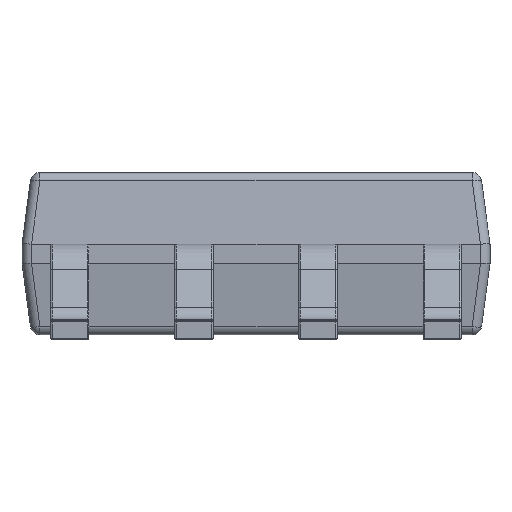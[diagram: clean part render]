
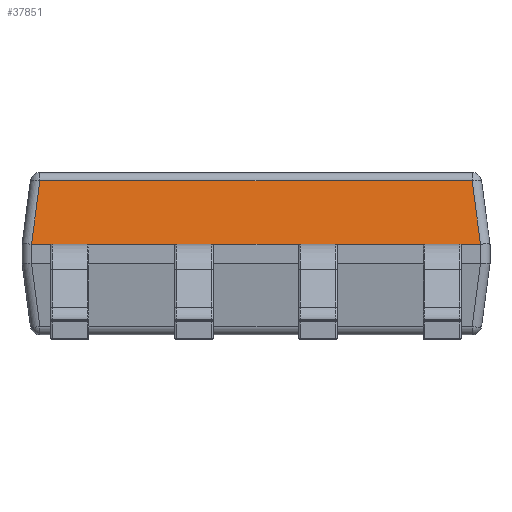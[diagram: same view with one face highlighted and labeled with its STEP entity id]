
A CAD part, left-side view. The second image highlights one B-rep face of the part: STEP entity #37851.
In plain terms, the highlighted planar face has unit normal (-0.991, 0, 0.132).
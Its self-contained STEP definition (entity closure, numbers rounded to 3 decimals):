
#16 = LINE ( 'NONE', #21357, #5864 ) ;
#595 = DIRECTION ( 'NONE',  ( 0., 1., 0. ) ) ;
#2394 = CARTESIAN_POINT ( 'NONE',  ( -1.95, -2.351, 1.05 ) ) ;
#2421 = AXIS2_PLACEMENT_3D ( 'NONE', #29001, #19936, #31523 ) ;
#2790 = CARTESIAN_POINT ( 'NONE',  ( -1.95, 2.351, 1.05 ) ) ;
#3127 = ORIENTED_EDGE ( 'NONE', *, *, #34854, .F. ) ;
#4141 = ORIENTED_EDGE ( 'NONE', *, *, #7807, .T. ) ;
#4369 = LINE ( 'NONE', #38116, #30145 ) ;
#5864 = VECTOR ( 'NONE', #595, 1000. ) ;
#6903 = CARTESIAN_POINT ( 'NONE',  ( -1.95, -2.351, 1.05 ) ) ;
#7807 = EDGE_CURVE ( 'NONE', #28063, #37815, #27658, .T. ) ;
#7997 = DIRECTION ( 'NONE',  ( 0.131, 0.131, 0.983 ) ) ;
#8043 = PLANE ( 'NONE',  #2421 ) ;
#8114 = ORIENTED_EDGE ( 'NONE', *, *, #10302, .T. ) ;
#8165 = DIRECTION ( 'NONE',  ( -0.131, 0.131, -0.983 ) ) ;
#8383 = LINE ( 'NONE', #14089, #34994 ) ;
#8441 = ORIENTED_EDGE ( 'NONE', *, *, #11462, .T. ) ;
#8563 = CARTESIAN_POINT ( 'NONE',  ( -1.95, 2.35, 1.05 ) ) ;
#8729 = CARTESIAN_POINT ( 'NONE',  ( -1.811, 2.212, 2.09 ) ) ;
#9944 = ORIENTED_EDGE ( 'NONE', *, *, #14189, .T. ) ;
#10302 = EDGE_CURVE ( 'NONE', #33362, #32795, #4369, .T. ) ;
#10785 = FACE_OUTER_BOUND ( 'NONE', #18025, .T. ) ;
#11462 = EDGE_CURVE ( 'NONE', #14754, #34729, #11807, .T. ) ;
#11807 =( BOUNDED_CURVE ( )  B_SPLINE_CURVE ( 3, ( #29534, #2790, #23172, #8563 ),
 .UNSPECIFIED., .F., .T. ) 
 B_SPLINE_CURVE_WITH_KNOTS ( ( 4, 4 ),
 ( 6.274, 6.283 ),
 .UNSPECIFIED. ) 
 CURVE ( )  GEOMETRIC_REPRESENTATION_ITEM ( )  RATIONAL_B_SPLINE_CURVE ( ( 1., 1., 1., 1. ) ) 
 REPRESENTATION_ITEM ( '' )  );
#14089 = CARTESIAN_POINT ( 'NONE',  ( -1.811, -2.212, 2.09 ) ) ;
#14189 = EDGE_CURVE ( 'NONE', #32795, #14754, #31642, .T. ) ;
#14754 = VERTEX_POINT ( 'NONE', #37428 ) ;
#14855 = CARTESIAN_POINT ( 'NONE',  ( -1.862, 2.262, 1.713 ) ) ;
#17248 = ORIENTED_EDGE ( 'NONE', *, *, #34412, .T. ) ;
#18025 = EDGE_LOOP ( 'NONE', ( #9944, #8441, #3127, #4141, #17248, #8114 ) ) ;
#19865 = CARTESIAN_POINT ( 'NONE',  ( -1.95, -2.351, 1.05 ) ) ;
#19936 = DIRECTION ( 'NONE',  ( -0.991, 0., 0.132 ) ) ;
#21357 = CARTESIAN_POINT ( 'NONE',  ( -1.95, 2.45, 1.05 ) ) ;
#22783 = CARTESIAN_POINT ( 'NONE',  ( -1.95, -2.35, 1.05 ) ) ;
#23172 = CARTESIAN_POINT ( 'NONE',  ( -1.95, 2.35, 1.05 ) ) ;
#24655 = VECTOR ( 'NONE', #8165, 1000. ) ;
#24962 = CARTESIAN_POINT ( 'NONE',  ( -1.95, -2.35, 1.05 ) ) ;
#25472 = CARTESIAN_POINT ( 'NONE',  ( -1.95, 2.35, 1.05 ) ) ;
#27658 =( BOUNDED_CURVE ( )  B_SPLINE_CURVE ( 3, ( #28758, #22783, #19865, #2394 ),
 .UNSPECIFIED., .F., .F. ) 
 B_SPLINE_CURVE_WITH_KNOTS ( ( 4, 4 ),
 ( 0., 0.009 ),
 .UNSPECIFIED. ) 
 CURVE ( )  GEOMETRIC_REPRESENTATION_ITEM ( )  RATIONAL_B_SPLINE_CURVE ( ( 1., 1., 1., 1. ) ) 
 REPRESENTATION_ITEM ( '' )  );
#28063 = VERTEX_POINT ( 'NONE', #24962 ) ;
#28758 = CARTESIAN_POINT ( 'NONE',  ( -1.95, -2.35, 1.05 ) ) ;
#29001 = CARTESIAN_POINT ( 'NONE',  ( -1.85, 0., 1.8 ) ) ;
#29534 = CARTESIAN_POINT ( 'NONE',  ( -1.95, 2.351, 1.05 ) ) ;
#30145 = VECTOR ( 'NONE', #34261, 1000. ) ;
#31523 = DIRECTION ( 'NONE',  ( 0., 1., 0. ) ) ;
#31642 = LINE ( 'NONE', #8729, #24655 ) ;
#32795 = VERTEX_POINT ( 'NONE', #14855 ) ;
#32884 = CARTESIAN_POINT ( 'NONE',  ( -1.862, -2.262, 1.713 ) ) ;
#33362 = VERTEX_POINT ( 'NONE', #32884 ) ;
#34261 = DIRECTION ( 'NONE',  ( 0., 1., 0. ) ) ;
#34412 = EDGE_CURVE ( 'NONE', #37815, #33362, #8383, .T. ) ;
#34729 = VERTEX_POINT ( 'NONE', #25472 ) ;
#34854 = EDGE_CURVE ( 'NONE', #28063, #34729, #16, .T. ) ;
#34994 = VECTOR ( 'NONE', #7997, 1000. ) ;
#37428 = CARTESIAN_POINT ( 'NONE',  ( -1.95, 2.351, 1.05 ) ) ;
#37815 = VERTEX_POINT ( 'NONE', #6903 ) ;
#37851 = ADVANCED_FACE ( 'NONE', ( #10785 ), #8043, .T. ) ;
#38116 = CARTESIAN_POINT ( 'NONE',  ( -1.862, 0., 1.713 ) ) ;
